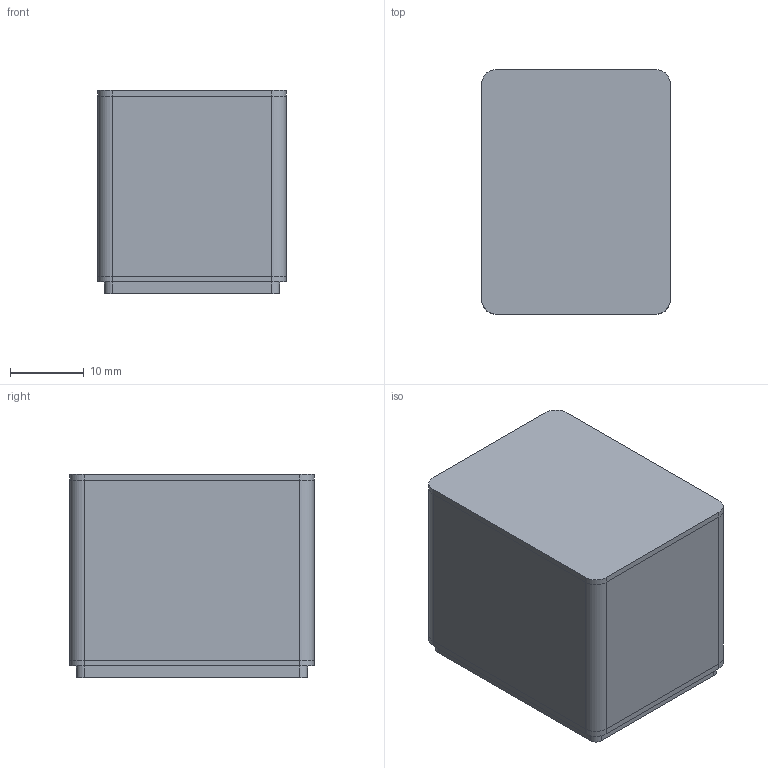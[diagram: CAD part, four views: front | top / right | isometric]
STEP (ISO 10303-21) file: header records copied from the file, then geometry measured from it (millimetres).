
FILE_DESCRIPTION(('FreeCAD Model'),'2;1');
FILE_NAME('Open CASCADE Shape Model','2021-11-05T12:06:20',('Author'),( ''),'Open CASCADE STEP processor 7.5','FreeCAD','Unknown');
FILE_SCHEMA(('AUTOMOTIVE_DESIGN { 1 0 10303 214 1 1 1 1 }'));
Length unit declared in the file: millimetre
Products named in the file (5): parametric_box; outer_shell; Pocket; box_lid; Pad
Assembly tree (4 placements, depth 2):
  parametric_box
    outer_shell
    Pocket
    box_lid
    Pad
Bounding box: 25.6 x 33.2 x 27.6 mm (x, y, z)
Volume: 11682.9 mm3; surface area: 18147.4 mm2
Topology: 4 solids, 4 shells, 76 faces, 192 edges, 128 vertices
Faces by surface type: plane 44, cylinder 32
Entity records: 5034 total; most frequent: CARTESIAN_POINT 1025, DIRECTION 762, LINE 448, VECTOR 448, ORIENTED_EDGE 384, PCURVE 384, DEFINITIONAL_REPRESENTATION 384, EDGE_CURVE 192
